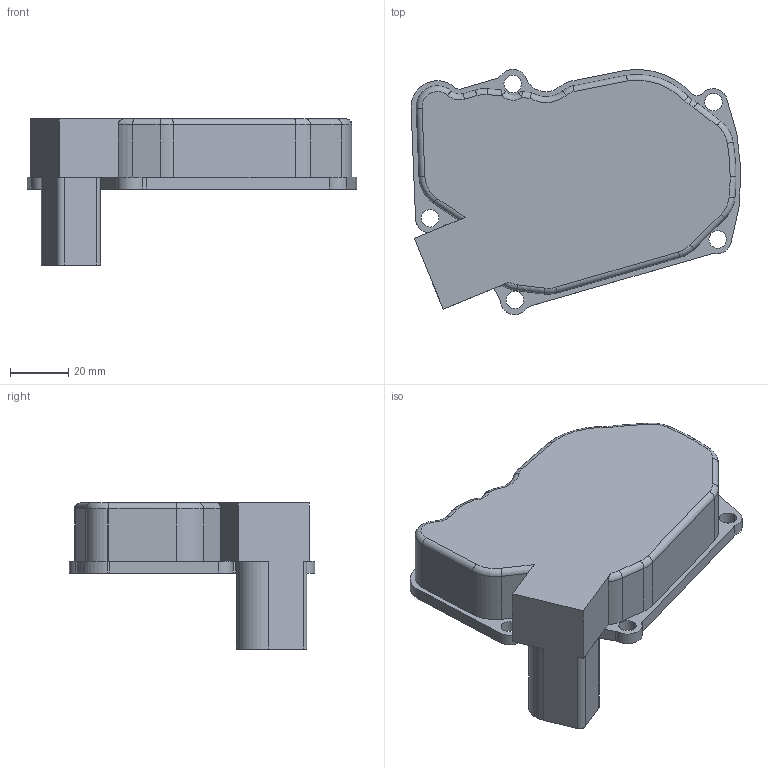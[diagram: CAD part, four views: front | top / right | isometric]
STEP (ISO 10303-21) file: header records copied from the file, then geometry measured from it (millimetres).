
FILE_DESCRIPTION (( 'STEP AP203' ), '1' );
FILE_NAME ('COver_Default_sldprt.STEP', '2023-01-30T00:55:12', ( '' ), ( '' ), 'SwSTEP 2.0', 'SolidWorks 2021', '' );
FILE_SCHEMA (( 'CONFIG_CONTROL_DESIGN' ));
Length unit declared in the file: millimetre
Products named in the file (1): COver_Default_sldprt
Bounding box: 112.96 x 83.98 x 50 mm (x, y, z)
Volume: 40542 mm3; surface area: 35273.6 mm2
Topology: 1 solids, 1 shells, 166 faces, 458 edges, 291 vertices
Faces by surface type: cylinder 95, plane 51, torus 17, sphere 2, bspline 1
Entity records: 5525 total; most frequent: CARTESIAN_POINT 1034, DIRECTION 998, ORIENTED_EDGE 910, EDGE_CURVE 455, AXIS2_PLACEMENT_3D 383, VERTEX_POINT 291, VECTOR 232, LINE 232
